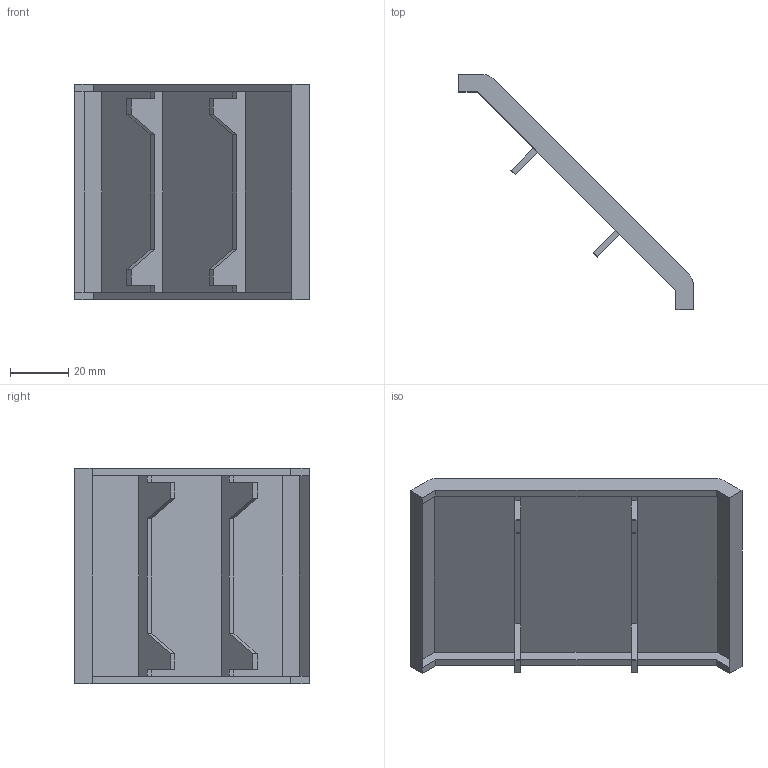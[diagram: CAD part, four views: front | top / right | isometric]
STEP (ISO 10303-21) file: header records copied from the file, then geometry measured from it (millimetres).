
FILE_DESCRIPTION((''),'2;1');
FILE_NAME('AR3802.stp','2018-05-24T14:21:09',('Envy'),(''),'Autodesk Inventor 2013','Autodesk Inventor 2013','');
FILE_SCHEMA(('AUTOMOTIVE_DESIGN { 1 0 10303 214 1 1 1 1 }'));
Length unit declared in the file: millimetre
Products named in the file (1): AR3802
Bounding box: 80.74 x 80.74 x 74 mm (x, y, z)
Volume: 27023.3 mm3; surface area: 23090.8 mm2
Topology: 1 solids, 1 shells, 54 faces, 152 edges, 100 vertices
Faces by surface type: plane 44, cylinder 10
Entity records: 1750 total; most frequent: CARTESIAN_POINT 307, ORIENTED_EDGE 304, DIRECTION 282, EDGE_CURVE 152, VECTOR 132, LINE 132, VERTEX_POINT 100, AXIS2_PLACEMENT_3D 75
